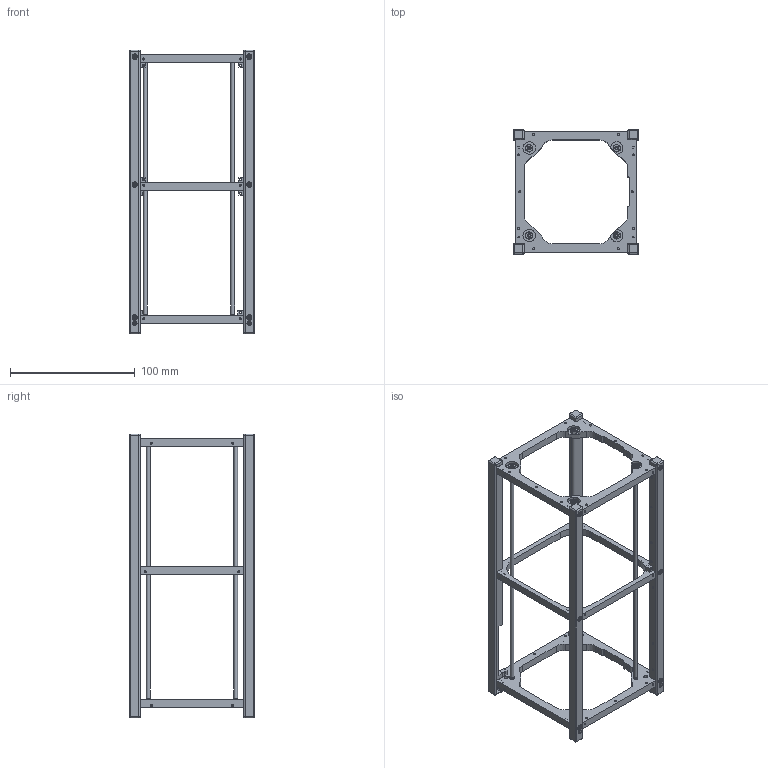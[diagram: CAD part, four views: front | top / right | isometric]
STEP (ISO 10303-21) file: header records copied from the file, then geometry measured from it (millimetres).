
FILE_DESCRIPTION(/* description */ (''),/* implementation_level */ '2;1');
FILE_NAME(/* name */ '1_2U_STD.step',/* time_stamp */ '2023-12-22T11:45:45+09:00',/* author */ (''),/* organization */ (''),/* preprocessor_version */ 'ST-DEVELOPER v20',/* originating_system */ 'Autodesk Translation Framework v12.14.0.127',/* authorisation */ '');
FILE_SCHEMA (('AUTOMOTIVE_DESIGN { 1 0 10303 214 3 1 1 }'));
Length unit declared in the file: millimetre
Products named in the file (18): Main Structure FM; RAILS; FM_RAIL(-Y/-X)_deployment_switch; FM_RAIL(-Y/+X)_deployment_switch; FM_RAIL(+Y/+X)_spring_plunger; FM_RAIL(+Y/-X)_deployment_switch; Frames; FM_FRAME BIRDS-X_-Z; FM_FRAME BIRDS-X_+Z; FM_FRAME BIRDS-X_0Z; Screws for frames (11) M2 x0.4 12 mm SCB2-12; SCB2-12; Screws for frames (2) SNSS M2 x0.4 4mm SCB2-10; SCB2-4; Rods; Rod New; Nuts; FM_SLBNR3
Assembly tree (34 placements, depth 3):
  Main Structure FM
    RAILS
      FM_RAIL(-Y/-X)_deployment_switch
      FM_RAIL(-Y/+X)_deployment_switch
      FM_RAIL(+Y/+X)_spring_plunger
      FM_RAIL(+Y/-X)_deployment_switch
    Frames
      FM_FRAME BIRDS-X_-Z
      FM_FRAME BIRDS-X_+Z
      FM_FRAME BIRDS-X_0Z
    Screws for frames (11) M2 x0.4 12 mm SCB2-12
      SCB2-12  x11
    Screws for frames (2) SNSS M2 x0.4 4mm SCB2-10
      SCB2-4  x2
    Rods
      Rod New  x4
    Nuts
      FM_SLBNR3  x4
Bounding box: 100 x 100 x 227 mm (x, y, z)
Volume: 111852.3 mm3; surface area: 73707.3 mm2
Topology: 28 solids, 28 shells, 938 faces, 2201 edges, 1359 vertices
Faces by surface type: plane 456, cylinder 283, cone 162, sphere 28, torus 9
Full cylindrical faces by diameter (mm): 1.623 x80, 1.85 x3, 2 x16, 2.2 x13, 2.459 x4, 2.927 x4, 3 x9, 3.171 x4, 3.2 x4, 3.438 x4, 3.5 x3, 3.8 x11, 4.234 x1, 4.4 x13, 4.5 x4, 5 x4, 10 x2
Entity records: 18285 total; most frequent: DIRECTION 3264, CARTESIAN_POINT 3109, ORIENTED_EDGE 2828, EDGE_CURVE 1414, AXIS2_PLACEMENT_3D 1226, VERTEX_POINT 909, LINE 812, VECTOR 812
